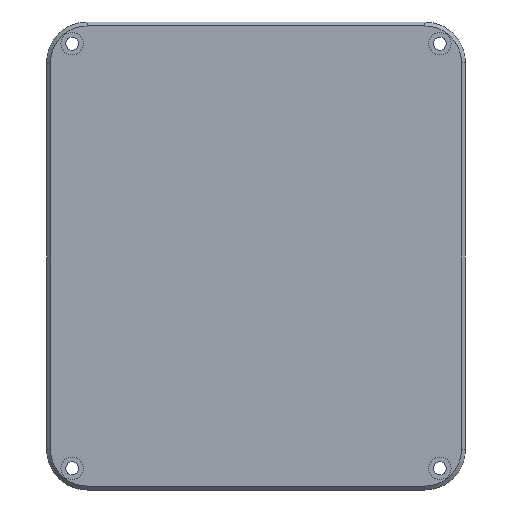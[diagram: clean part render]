
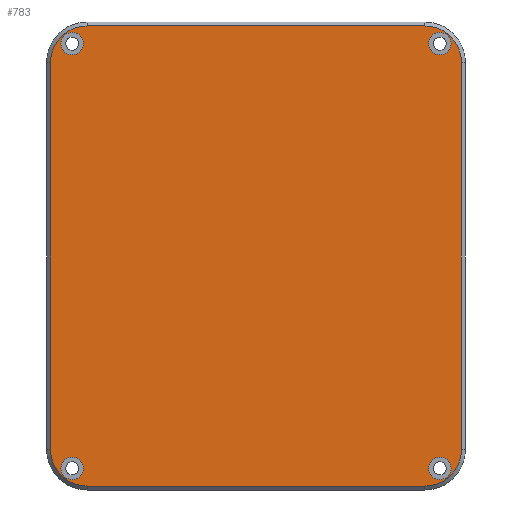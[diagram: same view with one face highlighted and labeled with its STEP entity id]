
A CAD part, left-side view. The second image highlights one B-rep face of the part: STEP entity #783.
In plain terms, the highlighted planar face has unit normal (-1, 0, 0).
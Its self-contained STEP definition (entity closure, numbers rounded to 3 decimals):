
#31=FACE_BOUND('',#324,.T.);
#32=FACE_BOUND('',#325,.T.);
#33=FACE_BOUND('',#326,.T.);
#34=FACE_BOUND('',#327,.T.);
#94=LINE('',#2491,#155);
#95=LINE('',#2495,#156);
#96=LINE('',#2499,#157);
#97=LINE('',#2503,#158);
#155=VECTOR('',#1057,10.);
#156=VECTOR('',#1060,10.);
#157=VECTOR('',#1063,10.);
#158=VECTOR('',#1066,10.);
#187=PLANE('',#870);
#203=CIRCLE('',#827,2.875);
#206=CIRCLE('',#832,2.875);
#209=CIRCLE('',#837,2.875);
#212=CIRCLE('',#842,2.875);
#226=CIRCLE('',#871,9.3);
#227=CIRCLE('',#872,9.3);
#228=CIRCLE('',#873,9.3);
#229=CIRCLE('',#874,9.3);
#265=FACE_OUTER_BOUND('',#323,.T.);
#323=EDGE_LOOP('',(#682,#683,#684,#685,#686,#687,#688,#689));
#324=EDGE_LOOP('',(#690));
#325=EDGE_LOOP('',(#691));
#326=EDGE_LOOP('',(#692));
#327=EDGE_LOOP('',(#693));
#381=VERTEX_POINT('',#2395);
#384=VERTEX_POINT('',#2404);
#387=VERTEX_POINT('',#2413);
#390=VERTEX_POINT('',#2422);
#408=VERTEX_POINT('',#2489);
#409=VERTEX_POINT('',#2490);
#410=VERTEX_POINT('',#2492);
#411=VERTEX_POINT('',#2494);
#412=VERTEX_POINT('',#2496);
#413=VERTEX_POINT('',#2498);
#414=VERTEX_POINT('',#2500);
#415=VERTEX_POINT('',#2502);
#458=EDGE_CURVE('',#381,#381,#203,.T.);
#462=EDGE_CURVE('',#384,#384,#206,.T.);
#466=EDGE_CURVE('',#387,#387,#209,.T.);
#470=EDGE_CURVE('',#390,#390,#212,.T.);
#504=EDGE_CURVE('',#408,#409,#94,.T.);
#505=EDGE_CURVE('',#410,#408,#226,.T.);
#506=EDGE_CURVE('',#411,#410,#95,.T.);
#507=EDGE_CURVE('',#412,#411,#227,.T.);
#508=EDGE_CURVE('',#413,#412,#96,.T.);
#509=EDGE_CURVE('',#414,#413,#228,.T.);
#510=EDGE_CURVE('',#415,#414,#97,.T.);
#511=EDGE_CURVE('',#409,#415,#229,.T.);
#682=ORIENTED_EDGE('',*,*,#504,.F.);
#683=ORIENTED_EDGE('',*,*,#505,.F.);
#684=ORIENTED_EDGE('',*,*,#506,.F.);
#685=ORIENTED_EDGE('',*,*,#507,.F.);
#686=ORIENTED_EDGE('',*,*,#508,.F.);
#687=ORIENTED_EDGE('',*,*,#509,.F.);
#688=ORIENTED_EDGE('',*,*,#510,.F.);
#689=ORIENTED_EDGE('',*,*,#511,.F.);
#690=ORIENTED_EDGE('',*,*,#458,.T.);
#691=ORIENTED_EDGE('',*,*,#462,.T.);
#692=ORIENTED_EDGE('',*,*,#466,.T.);
#693=ORIENTED_EDGE('',*,*,#470,.T.);
#783=ADVANCED_FACE('',(#265,#31,#32,#33,#34),#187,.T.);
#827=AXIS2_PLACEMENT_3D('',#2396,#946,#947);
#832=AXIS2_PLACEMENT_3D('',#2405,#957,#958);
#837=AXIS2_PLACEMENT_3D('',#2414,#968,#969);
#842=AXIS2_PLACEMENT_3D('',#2423,#979,#980);
#870=AXIS2_PLACEMENT_3D('',#2488,#1055,#1056);
#871=AXIS2_PLACEMENT_3D('',#2493,#1058,#1059);
#872=AXIS2_PLACEMENT_3D('',#2497,#1061,#1062);
#873=AXIS2_PLACEMENT_3D('',#2501,#1064,#1065);
#874=AXIS2_PLACEMENT_3D('',#2504,#1067,#1068);
#946=DIRECTION('center_axis',(1.,0.,0.));
#947=DIRECTION('ref_axis',(0.,0.,-1.));
#957=DIRECTION('center_axis',(1.,0.,0.));
#958=DIRECTION('ref_axis',(0.,0.,-1.));
#968=DIRECTION('center_axis',(1.,0.,0.));
#969=DIRECTION('ref_axis',(0.,0.,-1.));
#979=DIRECTION('center_axis',(1.,0.,0.));
#980=DIRECTION('ref_axis',(0.,0.,-1.));
#1055=DIRECTION('center_axis',(-1.,0.,0.));
#1056=DIRECTION('ref_axis',(0.,-1.,0.));
#1057=DIRECTION('',(0.,0.,-1.));
#1058=DIRECTION('center_axis',(1.,0.,0.));
#1059=DIRECTION('ref_axis',(0.,-1.,0.));
#1060=DIRECTION('',(0.,-1.,0.));
#1061=DIRECTION('center_axis',(1.,0.,0.));
#1062=DIRECTION('ref_axis',(0.,0.,
1.));
#1063=DIRECTION('',(0.,0.,1.));
#1064=DIRECTION('center_axis',(1.,0.,0.));
#1065=DIRECTION('ref_axis',(0.,1.,0.));
#1066=DIRECTION('',(0.,1.,0.));
#1067=DIRECTION('center_axis',(1.,0.,0.));
#1068=DIRECTION('ref_axis',(0.,0.,-1.));
#2395=CARTESIAN_POINT('',(-29.9,-20.,105.875));
#2396=CARTESIAN_POINT('Origin',(-29.9,-20.,103.));
#2404=CARTESIAN_POINT('',(-29.9,73.5,105.875));
#2405=CARTESIAN_POINT('Origin',(-29.9,73.5,103.));
#2413=CARTESIAN_POINT('',(-29.9,-20.,-2.125));
#2414=CARTESIAN_POINT('Origin',(-29.9,-20.,-5.));
#2422=CARTESIAN_POINT('',(-29.9,73.5,-2.125));
#2423=CARTESIAN_POINT('Origin',(-29.9,73.5,-5.));
#2488=CARTESIAN_POINT('Origin',(-29.9,26.75,49.));
#2489=CARTESIAN_POINT('',(-29.9,-25.5,98.2));
#2490=CARTESIAN_POINT('',(-29.9,-25.5,-0.2));
#2491=CARTESIAN_POINT('',(-29.9,-25.5,24.4));
#2492=CARTESIAN_POINT('',(-29.9,-16.2,107.5));
#2493=CARTESIAN_POINT('Origin',(-29.9,-16.2,98.2));
#2494=CARTESIAN_POINT('',(-29.9,69.7,107.5));
#2495=CARTESIAN_POINT('',(-29.9,5.275,107.5));
#2496=CARTESIAN_POINT('',(-29.9,79.,98.2));
#2497=CARTESIAN_POINT('Origin',(-29.9,69.7,98.2));
#2498=CARTESIAN_POINT('',(-29.9,79.,-0.2));
#2499=CARTESIAN_POINT('',(-29.9,79.,73.6));
#2500=CARTESIAN_POINT('',(-29.9,69.7,-9.5));
#2501=CARTESIAN_POINT('Origin',(-29.9,69.7,-0.2));
#2502=CARTESIAN_POINT('',(-29.9,-16.2,-9.5));
#2503=CARTESIAN_POINT('',(-29.9,48.225,-9.5));
#2504=CARTESIAN_POINT('Origin',(-29.9,-16.2,-0.2));
